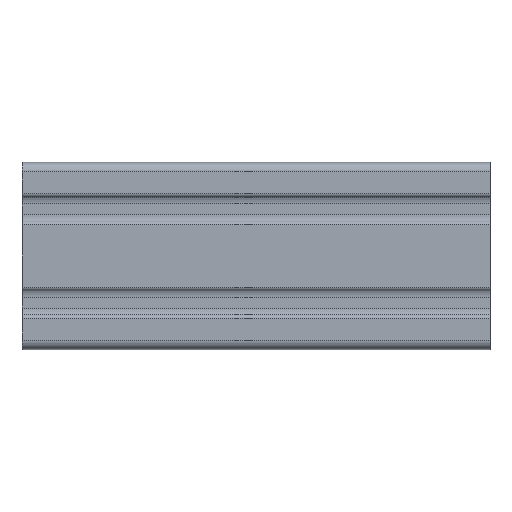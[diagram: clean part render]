
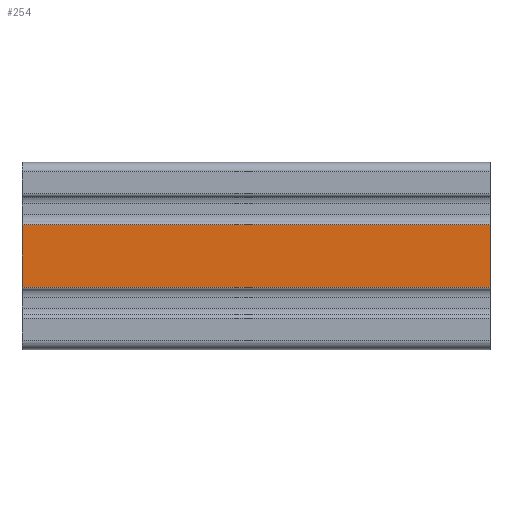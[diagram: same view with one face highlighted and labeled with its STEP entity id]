
A CAD part, left-side view. The second image highlights one B-rep face of the part: STEP entity #254.
In plain terms, the highlighted planar face has unit normal (-1, 0, 0).
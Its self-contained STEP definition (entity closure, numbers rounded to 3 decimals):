
#254 = ADVANCED_FACE( '', ( #574 ), #575, .T. );
#574 = FACE_OUTER_BOUND( '', #949, .T. );
#575 = PLANE( '', #950 );
#949 = EDGE_LOOP( '', ( #1809, #1810, #1811, #1812 ) );
#950 = AXIS2_PLACEMENT_3D( '', #1813, #1814, #1815 );
#1809 = ORIENTED_EDGE( '', *, *, #2596, .F. );
#1810 = ORIENTED_EDGE( '', *, *, #2698, .F. );
#1811 = ORIENTED_EDGE( '', *, *, #2539, .T. );
#1812 = ORIENTED_EDGE( '', *, *, #2416, .T. );
#1813 = CARTESIAN_POINT( '', ( -10., 100., -6.625 ) );
#1814 = DIRECTION( '', ( -1., 0., 0. ) );
#1815 = DIRECTION( '', ( 0., 0., 1. ) );
#2416 = EDGE_CURVE( '', #2956, #2953, #2957, .T. );
#2539 = EDGE_CURVE( '', #3168, #2956, #3169, .T. );
#2596 = EDGE_CURVE( '', #3257, #2953, #3259, .T. );
#2698 = EDGE_CURVE( '', #3168, #3257, #3406, .T. );
#2953 = VERTEX_POINT( '', #3707 );
#2956 = VERTEX_POINT( '', #3710 );
#2957 = LINE( '', #3711, #3712 );
#3168 = VERTEX_POINT( '', #3986 );
#3169 = LINE( '', #3987, #3988 );
#3257 = VERTEX_POINT( '', #4109 );
#3259 = LINE( '', #4111, #4112 );
#3406 = LINE( '', #4308, #4309 );
#3707 = CARTESIAN_POINT( '', ( -10., 0., -6.625 ) );
#3710 = CARTESIAN_POINT( '', ( -10., 100., -6.625 ) );
#3711 = CARTESIAN_POINT( '', ( -10., 100., -6.625 ) );
#3712 = VECTOR( '', #4563, 1000. );
#3986 = CARTESIAN_POINT( '', ( -10., 100., 6.625 ) );
#3987 = CARTESIAN_POINT( '', ( -10., 100., -6.625 ) );
#3988 = VECTOR( '', #4771, 1000. );
#4109 = CARTESIAN_POINT( '', ( -10., 0., 6.625 ) );
#4111 = CARTESIAN_POINT( '', ( -10., 0., -6.625 ) );
#4112 = VECTOR( '', #4853, 1000. );
#4308 = CARTESIAN_POINT( '', ( -10., 100., 6.625 ) );
#4309 = VECTOR( '', #5002, 1000. );
#4563 = DIRECTION( '', ( 0., -1., 0. ) );
#4771 = DIRECTION( '', ( 0., 0., -1. ) );
#4853 = DIRECTION( '', ( 0., 0., -1. ) );
#5002 = DIRECTION( '', ( 0., -1., 0. ) );
